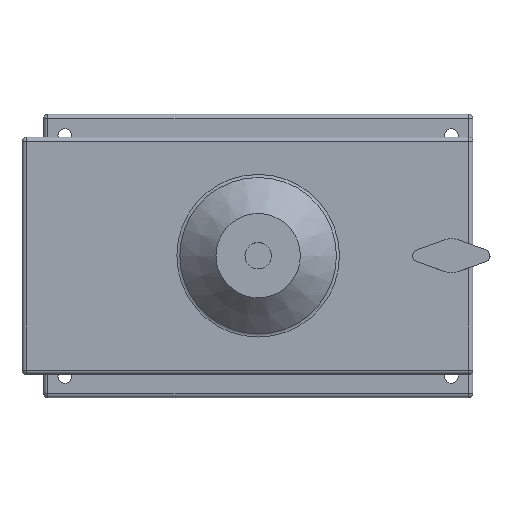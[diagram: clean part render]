
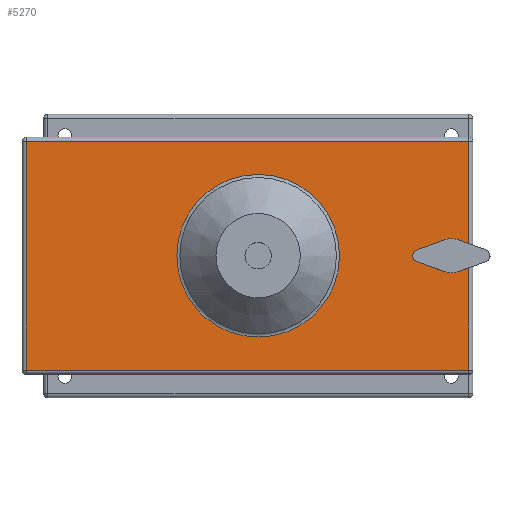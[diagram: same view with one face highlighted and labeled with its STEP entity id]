
A CAD part, top view. The second image highlights one B-rep face of the part: STEP entity #5270.
In plain terms, the highlighted planar face has unit normal (0, 0, 1).
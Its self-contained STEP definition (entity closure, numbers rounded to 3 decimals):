
#5270 = ADVANCED_FACE('',(#5271,#5390,#5425),#5285,.F.);
#5271 = FACE_BOUND('',#5272,.F.);
#5272 = EDGE_LOOP('',(#5273,#5308,#5336,#5364));
#5273 = ORIENTED_EDGE('',*,*,#5274,.T.);
#5274 = EDGE_CURVE('',#5275,#5277,#5279,.T.);
#5275 = VERTEX_POINT('',#5276);
#5276 = CARTESIAN_POINT('',(-1.,-26.65,32.55));
#5277 = VERTEX_POINT('',#5278);
#5278 = CARTESIAN_POINT('',(-104.,-26.65,32.55));
#5279 = SURFACE_CURVE('',#5280,(#5284,#5296),.PCURVE_S1.);
#5280 = LINE('',#5281,#5282);
#5281 = CARTESIAN_POINT('',(0.,-26.65,32.55));
#5282 = VECTOR('',#5283,1.);
#5283 = DIRECTION('',(-1.,0.,0.));
#5284 = PCURVE('',#5285,#5290);
#5285 = PLANE('',#5286);
#5286 = AXIS2_PLACEMENT_3D('',#5287,#5288,#5289);
#5287 = CARTESIAN_POINT('',(0.,-27.65,32.55));
#5288 = DIRECTION('',(0.,0.,-1.));
#5289 = DIRECTION('',(0.,1.,0.));
#5290 = DEFINITIONAL_REPRESENTATION('',(#5291),#5295);
#5291 = LINE('',#5292,#5293);
#5292 = CARTESIAN_POINT('',(1.,0.));
#5293 = VECTOR('',#5294,1.);
#5294 = DIRECTION('',(0.,-1.));
#5295 = ( GEOMETRIC_REPRESENTATION_CONTEXT(2) 
PARAMETRIC_REPRESENTATION_CONTEXT() REPRESENTATION_CONTEXT('2D SPACE',''
  ) );
#5296 = PCURVE('',#5297,#5302);
#5297 = CYLINDRICAL_SURFACE('',#5298,1.);
#5298 = AXIS2_PLACEMENT_3D('',#5299,#5300,#5301);
#5299 = CARTESIAN_POINT('',(0.,-26.65,31.55));
#5300 = DIRECTION('',(-1.,0.,0.));
#5301 = DIRECTION('',(0.,0.,1.));
#5302 = DEFINITIONAL_REPRESENTATION('',(#5303),#5307);
#5303 = LINE('',#5304,#5305);
#5304 = CARTESIAN_POINT('',(-0.,0.));
#5305 = VECTOR('',#5306,1.);
#5306 = DIRECTION('',(-0.,1.));
#5307 = ( GEOMETRIC_REPRESENTATION_CONTEXT(2) 
PARAMETRIC_REPRESENTATION_CONTEXT() REPRESENTATION_CONTEXT('2D SPACE',''
  ) );
#5308 = ORIENTED_EDGE('',*,*,#5309,.T.);
#5309 = EDGE_CURVE('',#5277,#5310,#5312,.T.);
#5310 = VERTEX_POINT('',#5311);
#5311 = CARTESIAN_POINT('',(-104.,26.65,32.55));
#5312 = SURFACE_CURVE('',#5313,(#5317,#5324),.PCURVE_S1.);
#5313 = LINE('',#5314,#5315);
#5314 = CARTESIAN_POINT('',(-104.,-27.65,32.55));
#5315 = VECTOR('',#5316,1.);
#5316 = DIRECTION('',(0.,1.,0.));
#5317 = PCURVE('',#5285,#5318);
#5318 = DEFINITIONAL_REPRESENTATION('',(#5319),#5323);
#5319 = LINE('',#5320,#5321);
#5320 = CARTESIAN_POINT('',(0.,-104.));
#5321 = VECTOR('',#5322,1.);
#5322 = DIRECTION('',(1.,0.));
#5323 = ( GEOMETRIC_REPRESENTATION_CONTEXT(2) 
PARAMETRIC_REPRESENTATION_CONTEXT() REPRESENTATION_CONTEXT('2D SPACE',''
  ) );
#5324 = PCURVE('',#5325,#5330);
#5325 = CYLINDRICAL_SURFACE('',#5326,1.);
#5326 = AXIS2_PLACEMENT_3D('',#5327,#5328,#5329);
#5327 = CARTESIAN_POINT('',(-104.,-27.65,31.55));
#5328 = DIRECTION('',(0.,1.,0.));
#5329 = DIRECTION('',(0.,0.,1.));
#5330 = DEFINITIONAL_REPRESENTATION('',(#5331),#5335);
#5331 = LINE('',#5332,#5333);
#5332 = CARTESIAN_POINT('',(-0.,0.));
#5333 = VECTOR('',#5334,1.);
#5334 = DIRECTION('',(-0.,1.));
#5335 = ( GEOMETRIC_REPRESENTATION_CONTEXT(2) 
PARAMETRIC_REPRESENTATION_CONTEXT() REPRESENTATION_CONTEXT('2D SPACE',''
  ) );
#5336 = ORIENTED_EDGE('',*,*,#5337,.F.);
#5337 = EDGE_CURVE('',#5338,#5310,#5340,.T.);
#5338 = VERTEX_POINT('',#5339);
#5339 = CARTESIAN_POINT('',(-1.,26.65,32.55));
#5340 = SURFACE_CURVE('',#5341,(#5345,#5352),.PCURVE_S1.);
#5341 = LINE('',#5342,#5343);
#5342 = CARTESIAN_POINT('',(0.,26.65,32.55));
#5343 = VECTOR('',#5344,1.);
#5344 = DIRECTION('',(-1.,0.,0.));
#5345 = PCURVE('',#5285,#5346);
#5346 = DEFINITIONAL_REPRESENTATION('',(#5347),#5351);
#5347 = LINE('',#5348,#5349);
#5348 = CARTESIAN_POINT('',(54.3,0.));
#5349 = VECTOR('',#5350,1.);
#5350 = DIRECTION('',(0.,-1.));
#5351 = ( GEOMETRIC_REPRESENTATION_CONTEXT(2) 
PARAMETRIC_REPRESENTATION_CONTEXT() REPRESENTATION_CONTEXT('2D SPACE',''
  ) );
#5352 = PCURVE('',#5353,#5358);
#5353 = CYLINDRICAL_SURFACE('',#5354,1.);
#5354 = AXIS2_PLACEMENT_3D('',#5355,#5356,#5357);
#5355 = CARTESIAN_POINT('',(0.,26.65,31.55));
#5356 = DIRECTION('',(-1.,0.,0.));
#5357 = DIRECTION('',(0.,0.,1.));
#5358 = DEFINITIONAL_REPRESENTATION('',(#5359),#5363);
#5359 = LINE('',#5360,#5361);
#5360 = CARTESIAN_POINT('',(0.,0.));
#5361 = VECTOR('',#5362,1.);
#5362 = DIRECTION('',(0.,1.));
#5363 = ( GEOMETRIC_REPRESENTATION_CONTEXT(2) 
PARAMETRIC_REPRESENTATION_CONTEXT() REPRESENTATION_CONTEXT('2D SPACE',''
  ) );
#5364 = ORIENTED_EDGE('',*,*,#5365,.F.);
#5365 = EDGE_CURVE('',#5275,#5338,#5366,.T.);
#5366 = SURFACE_CURVE('',#5367,(#5371,#5378),.PCURVE_S1.);
#5367 = LINE('',#5368,#5369);
#5368 = CARTESIAN_POINT('',(-1.,-27.65,32.55));
#5369 = VECTOR('',#5370,1.);
#5370 = DIRECTION('',(0.,1.,0.));
#5371 = PCURVE('',#5285,#5372);
#5372 = DEFINITIONAL_REPRESENTATION('',(#5373),#5377);
#5373 = LINE('',#5374,#5375);
#5374 = CARTESIAN_POINT('',(0.,-1.));
#5375 = VECTOR('',#5376,1.);
#5376 = DIRECTION('',(1.,0.));
#5377 = ( GEOMETRIC_REPRESENTATION_CONTEXT(2) 
PARAMETRIC_REPRESENTATION_CONTEXT() REPRESENTATION_CONTEXT('2D SPACE',''
  ) );
#5378 = PCURVE('',#5379,#5384);
#5379 = CYLINDRICAL_SURFACE('',#5380,1.);
#5380 = AXIS2_PLACEMENT_3D('',#5381,#5382,#5383);
#5381 = CARTESIAN_POINT('',(-1.,-27.65,31.55));
#5382 = DIRECTION('',(0.,1.,0.));
#5383 = DIRECTION('',(0.,0.,1.));
#5384 = DEFINITIONAL_REPRESENTATION('',(#5385),#5389);
#5385 = LINE('',#5386,#5387);
#5386 = CARTESIAN_POINT('',(0.,0.));
#5387 = VECTOR('',#5388,1.);
#5388 = DIRECTION('',(0.,1.));
#5389 = ( GEOMETRIC_REPRESENTATION_CONTEXT(2) 
PARAMETRIC_REPRESENTATION_CONTEXT() REPRESENTATION_CONTEXT('2D SPACE',''
  ) );
#5390 = FACE_BOUND('',#5391,.F.);
#5391 = EDGE_LOOP('',(#5392));
#5392 = ORIENTED_EDGE('',*,*,#5393,.T.);
#5393 = EDGE_CURVE('',#5394,#5394,#5396,.T.);
#5394 = VERTEX_POINT('',#5395);
#5395 = CARTESIAN_POINT('',(-3.5,0.,32.55));
#5396 = SURFACE_CURVE('',#5397,(#5402,#5413),.PCURVE_S1.);
#5397 = CIRCLE('',#5398,1.5);
#5398 = AXIS2_PLACEMENT_3D('',#5399,#5400,#5401);
#5399 = CARTESIAN_POINT('',(-5.,0.,32.55));
#5400 = DIRECTION('',(0.,0.,1.));
#5401 = DIRECTION('',(1.,0.,0.));
#5402 = PCURVE('',#5285,#5403);
#5403 = DEFINITIONAL_REPRESENTATION('',(#5404),#5412);
#5404 = ( BOUNDED_CURVE() B_SPLINE_CURVE(2,(#5405,#5406,#5407,#5408,
#5409,#5410,#5411),.UNSPECIFIED.,.T.,.F.) B_SPLINE_CURVE_WITH_KNOTS((1,2
    ,2,2,2,1),(-2.094,0.,2.094,4.189,
6.283,8.378),.UNSPECIFIED.) CURVE() 
GEOMETRIC_REPRESENTATION_ITEM() RATIONAL_B_SPLINE_CURVE((1.,0.5,1.,0.5,
1.,0.5,1.)) REPRESENTATION_ITEM('') );
#5405 = CARTESIAN_POINT('',(27.65,-3.5));
#5406 = CARTESIAN_POINT('',(30.248,-3.5));
#5407 = CARTESIAN_POINT('',(28.949,-5.75));
#5408 = CARTESIAN_POINT('',(27.65,-8.));
#5409 = CARTESIAN_POINT('',(26.351,-5.75));
#5410 = CARTESIAN_POINT('',(25.052,-3.5));
#5411 = CARTESIAN_POINT('',(27.65,-3.5));
#5412 = ( GEOMETRIC_REPRESENTATION_CONTEXT(2) 
PARAMETRIC_REPRESENTATION_CONTEXT() REPRESENTATION_CONTEXT('2D SPACE',''
  ) );
#5413 = PCURVE('',#5414,#5419);
#5414 = CYLINDRICAL_SURFACE('',#5415,1.5);
#5415 = AXIS2_PLACEMENT_3D('',#5416,#5417,#5418);
#5416 = CARTESIAN_POINT('',(-5.,0.,104.55));
#5417 = DIRECTION('',(0.,0.,1.));
#5418 = DIRECTION('',(1.,0.,0.));
#5419 = DEFINITIONAL_REPRESENTATION('',(#5420),#5424);
#5420 = LINE('',#5421,#5422);
#5421 = CARTESIAN_POINT('',(0.,-72.));
#5422 = VECTOR('',#5423,1.);
#5423 = DIRECTION('',(1.,0.));
#5424 = ( GEOMETRIC_REPRESENTATION_CONTEXT(2) 
PARAMETRIC_REPRESENTATION_CONTEXT() REPRESENTATION_CONTEXT('2D SPACE',''
  ) );
#5425 = FACE_BOUND('',#5426,.F.);
#5426 = EDGE_LOOP('',(#5427));
#5427 = ORIENTED_EDGE('',*,*,#5428,.T.);
#5428 = EDGE_CURVE('',#5429,#5429,#5431,.T.);
#5429 = VERTEX_POINT('',#5430);
#5430 = CARTESIAN_POINT('',(-31.066,0.,32.55));
#5431 = SURFACE_CURVE('',#5432,(#5437,#5448),.PCURVE_S1.);
#5432 = CIRCLE('',#5433,18.934);
#5433 = AXIS2_PLACEMENT_3D('',#5434,#5435,#5436);
#5434 = CARTESIAN_POINT('',(-50.,0.,32.55));
#5435 = DIRECTION('',(0.,0.,1.));
#5436 = DIRECTION('',(1.,0.,0.));
#5437 = PCURVE('',#5285,#5438);
#5438 = DEFINITIONAL_REPRESENTATION('',(#5439),#5447);
#5439 = ( BOUNDED_CURVE() B_SPLINE_CURVE(2,(#5440,#5441,#5442,#5443,
#5444,#5445,#5446),.UNSPECIFIED.,.T.,.F.) B_SPLINE_CURVE_WITH_KNOTS((1,2
    ,2,2,2,1),(-2.094,0.,2.094,4.189,
6.283,8.378),.UNSPECIFIED.) CURVE() 
GEOMETRIC_REPRESENTATION_ITEM() RATIONAL_B_SPLINE_CURVE((1.,0.5,1.,0.5,
1.,0.5,1.)) REPRESENTATION_ITEM('') );
#5440 = CARTESIAN_POINT('',(27.65,-31.066));
#5441 = CARTESIAN_POINT('',(60.445,-31.066));
#5442 = CARTESIAN_POINT('',(44.047,-59.467));
#5443 = CARTESIAN_POINT('',(27.65,-87.868));
#5444 = CARTESIAN_POINT('',(11.253,-59.467));
#5445 = CARTESIAN_POINT('',(-5.145,-31.066));
#5446 = CARTESIAN_POINT('',(27.65,-31.066));
#5447 = ( GEOMETRIC_REPRESENTATION_CONTEXT(2) 
PARAMETRIC_REPRESENTATION_CONTEXT() REPRESENTATION_CONTEXT('2D SPACE',''
  ) );
#5448 = PCURVE('',#5449,#5454);
#5449 = TOROIDAL_SURFACE('',#5450,18.934,1.);
#5450 = AXIS2_PLACEMENT_3D('',#5451,#5452,#5453);
#5451 = CARTESIAN_POINT('',(-50.,0.,33.55));
#5452 = DIRECTION('',(0.,0.,-1.));
#5453 = DIRECTION('',(1.,0.,0.));
#5454 = DEFINITIONAL_REPRESENTATION('',(#5455),#5459);
#5455 = LINE('',#5456,#5457);
#5456 = CARTESIAN_POINT('',(-0.,1.571));
#5457 = VECTOR('',#5458,1.);
#5458 = DIRECTION('',(-1.,0.));
#5459 = ( GEOMETRIC_REPRESENTATION_CONTEXT(2) 
PARAMETRIC_REPRESENTATION_CONTEXT() REPRESENTATION_CONTEXT('2D SPACE',''
  ) );
